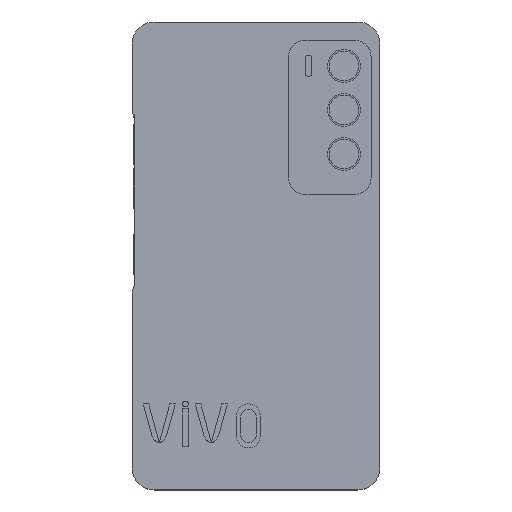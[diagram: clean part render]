
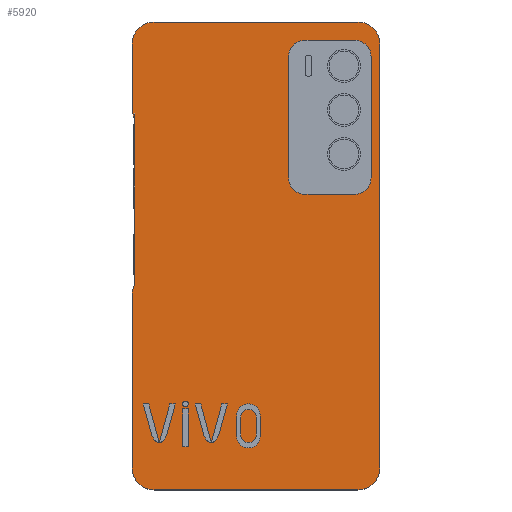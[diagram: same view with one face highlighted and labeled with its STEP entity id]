
A CAD part, top view. The second image highlights one B-rep face of the part: STEP entity #5920.
In plain terms, the highlighted planar face has unit normal (0, 0, 1).
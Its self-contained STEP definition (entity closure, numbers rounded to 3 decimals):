
#39 = ORIENTED_EDGE ( 'NONE', *, *, #4931, .T. ) ;
#86 = LINE ( 'NONE', #2467, #4594 ) ;
#301 = EDGE_CURVE ( 'NONE', #2790, #591, #1381, .T. ) ;
#382 = VECTOR ( 'NONE', #4588, 1000. ) ;
#427 = CARTESIAN_POINT ( 'NONE',  ( 18.5, 42.5, 4. ) ) ;
#450 = LINE ( 'NONE', #6190, #5493 ) ;
#568 = DIRECTION ( 'NONE',  ( 0., 0., 1. ) ) ;
#579 = EDGE_CURVE ( 'NONE', #2598, #3443, #86, .T. ) ;
#591 = VERTEX_POINT ( 'NONE', #5830 ) ;
#677 = ORIENTED_EDGE ( 'NONE', *, *, #897, .T. ) ;
#693 = VECTOR ( 'NONE', #3653, 1000. ) ;
#803 = DIRECTION ( 'NONE',  ( 1., 0., 0. ) ) ;
#837 = CARTESIAN_POINT ( 'NONE',  ( -22.5, -7.032, 4. ) ) ;
#897 = EDGE_CURVE ( 'NONE', #2910, #2790, #4833, .T. ) ;
#950 = VERTEX_POINT ( 'NONE', #4971 ) ;
#963 = ORIENTED_EDGE ( 'NONE', *, *, #3532, .T. ) ;
#972 = CARTESIAN_POINT ( 'NONE',  ( -18.5, 42.5, 4. ) ) ;
#983 = PLANE ( 'NONE',  #5097 ) ;
#1027 = DIRECTION ( 'NONE',  ( 1., 0., 0. ) ) ;
#1057 = CARTESIAN_POINT ( 'NONE',  ( 18.5, 38.5, 4. ) ) ;
#1178 = CIRCLE ( 'NONE', #2669, 4. ) ;
#1289 = EDGE_CURVE ( 'NONE', #3443, #2910, #3063, .T. ) ;
#1314 = VECTOR ( 'NONE', #3477, 1000. ) ;
#1381 = B_SPLINE_CURVE_WITH_KNOTS ( 'NONE', 3,
 ( #5643, #5542, #1771, #2707, #3685, #4059, #1680, #1711 ),
 .UNSPECIFIED., .F., .F.,
 ( 4, 2, 2, 4 ),
 ( 0., 0.001, 0.002, 0.002 ),
 .UNSPECIFIED. ) ;
#1457 = FACE_OUTER_BOUND ( 'NONE', #6048, .T. ) ;
#1574 = ORIENTED_EDGE ( 'NONE', *, *, #1289, .T. ) ;
#1662 = ORIENTED_EDGE ( 'NONE', *, *, #301, .T. ) ;
#1680 = CARTESIAN_POINT ( 'NONE',  ( -22.048, 24.828, 4. ) ) ;
#1688 = DIRECTION ( 'NONE',  ( 0., 0., 1. ) ) ;
#1711 = CARTESIAN_POINT ( 'NONE',  ( -22., 24.65, 4. ) ) ;
#1726 = EDGE_CURVE ( 'NONE', #4012, #6103, #5492, .T. ) ;
#1771 = CARTESIAN_POINT ( 'NONE',  ( -22.432, 26.056, 4. ) ) ;
#1776 = CARTESIAN_POINT ( 'NONE',  ( -22.5, -6.657, 4. ) ) ;
#1808 = CARTESIAN_POINT ( 'NONE',  ( -22.431, -6.297, 4. ) ) ;
#1851 = EDGE_CURVE ( 'NONE', #3698, #2598, #1178, .T. ) ;
#1896 = ORIENTED_EDGE ( 'NONE', *, *, #4385, .T. ) ;
#1996 = DIRECTION ( 'NONE',  ( -1., 0., 0. ) ) ;
#2012 = VERTEX_POINT ( 'NONE', #3151 ) ;
#2027 = DIRECTION ( 'NONE',  ( 0., 0., 1. ) ) ;
#2155 = LINE ( 'NONE', #5615, #693 ) ;
#2332 = DIRECTION ( 'NONE',  ( 0., -1., 0. ) ) ;
#2467 = CARTESIAN_POINT ( 'NONE',  ( -22.5, 42.5, 4. ) ) ;
#2598 = VERTEX_POINT ( 'NONE', #427 ) ;
#2669 = AXIS2_PLACEMENT_3D ( 'NONE', #1057, #2027, #1027 ) ;
#2707 = CARTESIAN_POINT ( 'NONE',  ( -22.283, 25.526, 4. ) ) ;
#2790 = VERTEX_POINT ( 'NONE', #4852 ) ;
#2806 = VECTOR ( 'NONE', #3327, 1000. ) ;
#2898 = DIRECTION ( 'NONE',  ( 1., 0., 0. ) ) ;
#2910 = VERTEX_POINT ( 'NONE', #5957 ) ;
#2922 = AXIS2_PLACEMENT_3D ( 'NONE', #3566, #1688, #803 ) ;
#2992 = EDGE_CURVE ( 'NONE', #3712, #6060, #4019, .T. ) ;
#3019 = AXIS2_PLACEMENT_3D ( 'NONE', #5311, #3975, #5868 ) ;
#3063 = CIRCLE ( 'NONE', #4380, 4. ) ;
#3151 = CARTESIAN_POINT ( 'NONE',  ( -18.5, -42.5, 4. ) ) ;
#3208 = CARTESIAN_POINT ( 'NONE',  ( -22.5, -42.5, 4. ) ) ;
#3296 = CARTESIAN_POINT ( 'NONE',  ( -22., -4.897, 4. ) ) ;
#3327 = DIRECTION ( 'NONE',  ( 0., -1., 0. ) ) ;
#3356 = CARTESIAN_POINT ( 'NONE',  ( -22.107, -5.247, 4. ) ) ;
#3369 = CARTESIAN_POINT ( 'NONE',  ( 0., 0., 4. ) ) ;
#3443 = VERTEX_POINT ( 'NONE', #972 ) ;
#3477 = DIRECTION ( 'NONE',  ( 0., -1., 0. ) ) ;
#3532 = EDGE_CURVE ( 'NONE', #6103, #950, #3947, .T. ) ;
#3566 = CARTESIAN_POINT ( 'NONE',  ( 18.5, -38.5, 4. ) ) ;
#3570 = EDGE_CURVE ( 'NONE', #950, #2012, #4936, .T. ) ;
#3653 = DIRECTION ( 'NONE',  ( 0., 1., 0. ) ) ;
#3685 = CARTESIAN_POINT ( 'NONE',  ( -22.225, 25.351, 4. ) ) ;
#3698 = VERTEX_POINT ( 'NONE', #5930 ) ;
#3712 = VERTEX_POINT ( 'NONE', #4571 ) ;
#3722 = CARTESIAN_POINT ( 'NONE',  ( -22.224, -5.595, 4. ) ) ;
#3815 = CARTESIAN_POINT ( 'NONE',  ( -22., -4.897, 4. ) ) ;
#3895 = CARTESIAN_POINT ( 'NONE',  ( -18.5, 38.5, 4. ) ) ;
#3923 = DIRECTION ( 'NONE',  ( 1., 0., 0. ) ) ;
#3934 = ORIENTED_EDGE ( 'NONE', *, *, #2992, .T. ) ;
#3947 = LINE ( 'NONE', #5900, #1314 ) ;
#3975 = DIRECTION ( 'NONE',  ( 0., 0., 1. ) ) ;
#4012 = VERTEX_POINT ( 'NONE', #3815 ) ;
#4019 = CIRCLE ( 'NONE', #2922, 4. ) ;
#4059 = CARTESIAN_POINT ( 'NONE',  ( -22.107, 25.002, 4. ) ) ;
#4062 = ORIENTED_EDGE ( 'NONE', *, *, #1726, .T. ) ;
#4198 = CARTESIAN_POINT ( 'NONE',  ( -22.048, -5.073, 4. ) ) ;
#4380 = AXIS2_PLACEMENT_3D ( 'NONE', #3895, #568, #3923 ) ;
#4385 = EDGE_CURVE ( 'NONE', #2012, #3712, #6168, .T. ) ;
#4446 = ORIENTED_EDGE ( 'NONE', *, *, #5274, .T. ) ;
#4473 = CARTESIAN_POINT ( 'NONE',  ( -22.5, 42.5, 4. ) ) ;
#4571 = CARTESIAN_POINT ( 'NONE',  ( 18.5, -42.5, 4. ) ) ;
#4588 = DIRECTION ( 'NONE',  ( 1., 0., 0. ) ) ;
#4594 = VECTOR ( 'NONE', #1996, 1000. ) ;
#4833 = LINE ( 'NONE', #4473, #2806 ) ;
#4852 = CARTESIAN_POINT ( 'NONE',  ( -22.5, 26.785, 4. ) ) ;
#4931 = EDGE_CURVE ( 'NONE', #591, #4012, #450, .T. ) ;
#4936 = CIRCLE ( 'NONE', #3019, 4. ) ;
#4971 = CARTESIAN_POINT ( 'NONE',  ( -22.5, -38.5, 4. ) ) ;
#5097 = AXIS2_PLACEMENT_3D ( 'NONE', #3369, #5788, #2898 ) ;
#5143 = CARTESIAN_POINT ( 'NONE',  ( -22.5, -7.032, 4. ) ) ;
#5213 = CARTESIAN_POINT ( 'NONE',  ( -22.281, -5.769, 4. ) ) ;
#5217 = ORIENTED_EDGE ( 'NONE', *, *, #1851, .T. ) ;
#5274 = EDGE_CURVE ( 'NONE', #6060, #3698, #2155, .T. ) ;
#5311 = CARTESIAN_POINT ( 'NONE',  ( -18.5, -38.5, 4. ) ) ;
#5492 = B_SPLINE_CURVE_WITH_KNOTS ( 'NONE', 3,
 ( #3296, #4198, #3356, #3722, #5213, #1808, #1776, #5143 ),
 .UNSPECIFIED., .F., .F.,
 ( 4, 2, 2, 4 ),
 ( 0., 0.001, 0.001, 0.002 ),
 .UNSPECIFIED. ) ;
#5493 = VECTOR ( 'NONE', #2332, 1000. ) ;
#5542 = CARTESIAN_POINT ( 'NONE',  ( -22.5, 26.415, 4. ) ) ;
#5580 = CARTESIAN_POINT ( 'NONE',  ( 22.5, -38.5, 4. ) ) ;
#5615 = CARTESIAN_POINT ( 'NONE',  ( 22.5, 42.5, 4. ) ) ;
#5643 = CARTESIAN_POINT ( 'NONE',  ( -22.5, 26.785, 4. ) ) ;
#5788 = DIRECTION ( 'NONE',  ( 0., 0., 1. ) ) ;
#5825 = ORIENTED_EDGE ( 'NONE', *, *, #579, .T. ) ;
#5830 = CARTESIAN_POINT ( 'NONE',  ( -22., 24.65, 4. ) ) ;
#5868 = DIRECTION ( 'NONE',  ( 1., 0., 0. ) ) ;
#5876 = ORIENTED_EDGE ( 'NONE', *, *, #3570, .T. ) ;
#5900 = CARTESIAN_POINT ( 'NONE',  ( -22.5, 42.5, 4. ) ) ;
#5920 = ADVANCED_FACE ( 'NONE', ( #1457 ), #983, .T. ) ;
#5930 = CARTESIAN_POINT ( 'NONE',  ( 22.5, 38.5, 4. ) ) ;
#5957 = CARTESIAN_POINT ( 'NONE',  ( -22.5, 38.5, 4. ) ) ;
#6048 = EDGE_LOOP ( 'NONE', ( #39, #4062, #963, #5876, #1896, #3934, #4446, #5217, #5825, #1574, #677, #1662 ) ) ;
#6060 = VERTEX_POINT ( 'NONE', #5580 ) ;
#6103 = VERTEX_POINT ( 'NONE', #837 ) ;
#6168 = LINE ( 'NONE', #3208, #382 ) ;
#6190 = CARTESIAN_POINT ( 'NONE',  ( -22., 0., 4. ) ) ;
